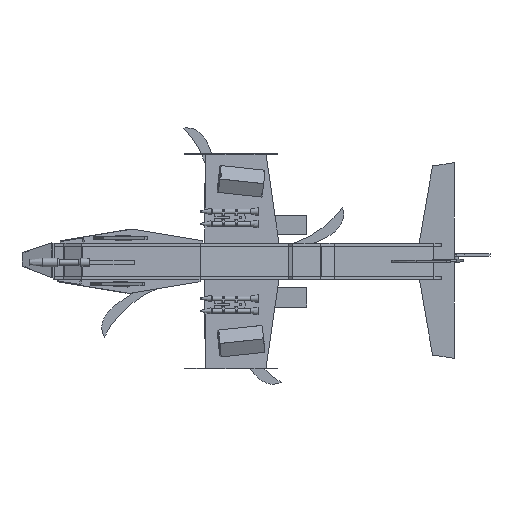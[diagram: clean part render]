
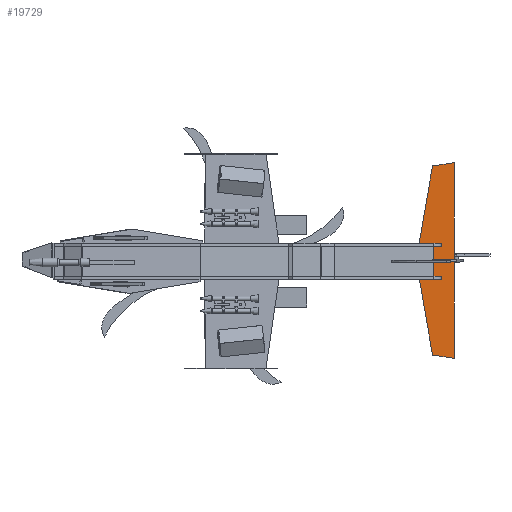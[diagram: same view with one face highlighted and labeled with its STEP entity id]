
A CAD part, front view. The second image highlights one B-rep face of the part: STEP entity #19729.
In plain terms, the highlighted face is planar.
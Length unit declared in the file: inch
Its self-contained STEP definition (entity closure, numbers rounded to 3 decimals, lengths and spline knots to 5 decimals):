
#1153=PLANE('',#22188);
#2052=FACE_OUTER_BOUND('',#3172,.T.);
#3172=EDGE_LOOP('',(#14982,#14983,#14984,#14985,#14986,#14987,#14988,#14989,
#14990,#14991,#14992,#14993,#14994,#14995,#14996,#14997));
#4759=LINE('',#30149,#7124);
#4763=LINE('',#30156,#7128);
#4766=LINE('',#30162,#7131);
#4769=LINE('',#30168,#7134);
#4772=LINE('',#30174,#7137);
#4775=LINE('',#30180,#7140);
#4778=LINE('',#30186,#7143);
#4781=LINE('',#30192,#7146);
#4784=LINE('',#30198,#7149);
#4787=LINE('',#30204,#7152);
#4790=LINE('',#30210,#7155);
#4793=LINE('',#30216,#7158);
#4796=LINE('',#30222,#7161);
#4799=LINE('',#30228,#7164);
#4802=LINE('',#30234,#7167);
#4804=LINE('',#30237,#7169);
#7124=VECTOR('',#24485,39.37008);
#7128=VECTOR('',#24491,39.37008);
#7131=VECTOR('',#24496,39.37008);
#7134=VECTOR('',#24501,39.37008);
#7137=VECTOR('',#24506,39.37008);
#7140=VECTOR('',#24511,39.37008);
#7143=VECTOR('',#24516,39.37008);
#7146=VECTOR('',#24521,39.37008);
#7149=VECTOR('',#24526,39.37008);
#7152=VECTOR('',#24531,39.37008);
#7155=VECTOR('',#24536,39.37008);
#7158=VECTOR('',#24541,39.37008);
#7161=VECTOR('',#24546,39.37008);
#7164=VECTOR('',#24551,39.37008);
#7167=VECTOR('',#24556,39.37008);
#7169=VECTOR('',#24560,39.37008);
#9703=VERTEX_POINT('',#30146);
#9704=VERTEX_POINT('',#30148);
#9706=VERTEX_POINT('',#30154);
#9708=VERTEX_POINT('',#30160);
#9710=VERTEX_POINT('',#30166);
#9712=VERTEX_POINT('',#30172);
#9714=VERTEX_POINT('',#30178);
#9716=VERTEX_POINT('',#30184);
#9718=VERTEX_POINT('',#30190);
#9720=VERTEX_POINT('',#30196);
#9722=VERTEX_POINT('',#30202);
#9724=VERTEX_POINT('',#30208);
#9726=VERTEX_POINT('',#30214);
#9728=VERTEX_POINT('',#30220);
#9730=VERTEX_POINT('',#30226);
#9732=VERTEX_POINT('',#30232);
#11681=EDGE_CURVE('',#9704,#9703,#4759,.T.);
#11685=EDGE_CURVE('',#9703,#9706,#4763,.T.);
#11688=EDGE_CURVE('',#9706,#9708,#4766,.T.);
#11691=EDGE_CURVE('',#9708,#9710,#4769,.T.);
#11694=EDGE_CURVE('',#9710,#9712,#4772,.T.);
#11697=EDGE_CURVE('',#9712,#9714,#4775,.T.);
#11700=EDGE_CURVE('',#9714,#9716,#4778,.T.);
#11703=EDGE_CURVE('',#9716,#9718,#4781,.T.);
#11706=EDGE_CURVE('',#9718,#9720,#4784,.T.);
#11709=EDGE_CURVE('',#9720,#9722,#4787,.T.);
#11712=EDGE_CURVE('',#9722,#9724,#4790,.T.);
#11715=EDGE_CURVE('',#9724,#9726,#4793,.T.);
#11718=EDGE_CURVE('',#9726,#9728,#4796,.T.);
#11721=EDGE_CURVE('',#9728,#9730,#4799,.T.);
#11724=EDGE_CURVE('',#9730,#9732,#4802,.T.);
#11726=EDGE_CURVE('',#9732,#9704,#4804,.T.);
#14982=ORIENTED_EDGE('',*,*,#11681,.T.);
#14983=ORIENTED_EDGE('',*,*,#11685,.T.);
#14984=ORIENTED_EDGE('',*,*,#11688,.T.);
#14985=ORIENTED_EDGE('',*,*,#11691,.T.);
#14986=ORIENTED_EDGE('',*,*,#11694,.T.);
#14987=ORIENTED_EDGE('',*,*,#11697,.T.);
#14988=ORIENTED_EDGE('',*,*,#11700,.T.);
#14989=ORIENTED_EDGE('',*,*,#11703,.T.);
#14990=ORIENTED_EDGE('',*,*,#11706,.T.);
#14991=ORIENTED_EDGE('',*,*,#11709,.T.);
#14992=ORIENTED_EDGE('',*,*,#11712,.T.);
#14993=ORIENTED_EDGE('',*,*,#11715,.T.);
#14994=ORIENTED_EDGE('',*,*,#11718,.T.);
#14995=ORIENTED_EDGE('',*,*,#11721,.T.);
#14996=ORIENTED_EDGE('',*,*,#11724,.T.);
#14997=ORIENTED_EDGE('',*,*,#11726,.T.);
#19729=ADVANCED_FACE('',(#2052),#1153,.T.);
#22188=AXIS2_PLACEMENT_3D('',#30238,#24561,#24562);
#24485=DIRECTION('',(1.,0.,0.));
#24491=DIRECTION('',(0.,-1.,0.));
#24496=DIRECTION('',(-1.,0.,0.));
#24501=DIRECTION('',(0.,-1.,0.));
#24506=DIRECTION('',(1.,0.,0.));
#24511=DIRECTION('',(0.,-1.,0.));
#24516=DIRECTION('',(-1.,0.,0.));
#24521=DIRECTION('',(0.172,-0.985,0.));
#24526=DIRECTION('',(0.988,-0.152,0.));
#24531=DIRECTION('',(0.,1.,0.));
#24536=DIRECTION('',(-1.,0.,0.));
#24541=DIRECTION('',(0.,1.,0.));
#24546=DIRECTION('',(1.,0.,0.));
#24551=DIRECTION('',(0.,1.,0.));
#24556=DIRECTION('',(-0.988,-0.152,0.));
#24560=DIRECTION('',(-0.172,-0.985,0.));
#24561=DIRECTION('center_axis',(0.,0.,1.));
#24562=DIRECTION('ref_axis',(1.,0.,0.));
#30146=CARTESIAN_POINT('',(9.64485,0.,0.06));
#30148=CARTESIAN_POINT('',(9.49222,0.,0.06));
#30149=CARTESIAN_POINT('',(9.64485,0.,0.06));
#30154=CARTESIAN_POINT('',(9.64485,-0.06,0.06));
#30156=CARTESIAN_POINT('',(9.64485,0.,0.06));
#30160=CARTESIAN_POINT('',(9.55328,-0.06,0.06));
#30162=CARTESIAN_POINT('',(9.64485,-0.06,0.06));
#30166=CARTESIAN_POINT('',(9.55328,-0.81,0.06));
#30168=CARTESIAN_POINT('',(9.55328,-0.06,0.06));
#30172=CARTESIAN_POINT('',(9.64485,-0.81,0.06));
#30174=CARTESIAN_POINT('',(9.55328,-0.81,0.06));
#30178=CARTESIAN_POINT('',(9.64485,-0.87,0.06));
#30180=CARTESIAN_POINT('',(9.64485,-0.81,0.06));
#30184=CARTESIAN_POINT('',(9.49222,-0.87,0.06));
#30186=CARTESIAN_POINT('',(9.64485,-0.87,0.06));
#30190=CARTESIAN_POINT('',(9.82903,-2.79581,0.06));
#30192=CARTESIAN_POINT('',(9.49222,-0.87,0.06));
#30196=CARTESIAN_POINT('',(10.37612,-2.8801,0.06));
#30198=CARTESIAN_POINT('',(9.82903,-2.79581,0.06));
#30202=CARTESIAN_POINT('',(10.37612,-0.465,0.06));
#30204=CARTESIAN_POINT('',(10.37612,-0.465,0.06));
#30208=CARTESIAN_POINT('',(9.9921,-0.465,0.06));
#30210=CARTESIAN_POINT('',(10.37612,-0.465,0.06));
#30214=CARTESIAN_POINT('',(9.9921,-0.405,0.06));
#30216=CARTESIAN_POINT('',(9.9921,-0.405,0.06));
#30220=CARTESIAN_POINT('',(10.37612,-0.405,0.06));
#30222=CARTESIAN_POINT('',(10.37612,-0.405,0.06));
#30226=CARTESIAN_POINT('',(10.37612,2.0101,0.06));
#30228=CARTESIAN_POINT('',(10.37612,2.0101,0.06));
#30232=CARTESIAN_POINT('',(9.82903,1.92581,0.06));
#30234=CARTESIAN_POINT('',(9.82903,1.92581,0.06));
#30237=CARTESIAN_POINT('',(9.49222,0.,0.06));
#30238=CARTESIAN_POINT('Origin',(0.,0.,0.06));
